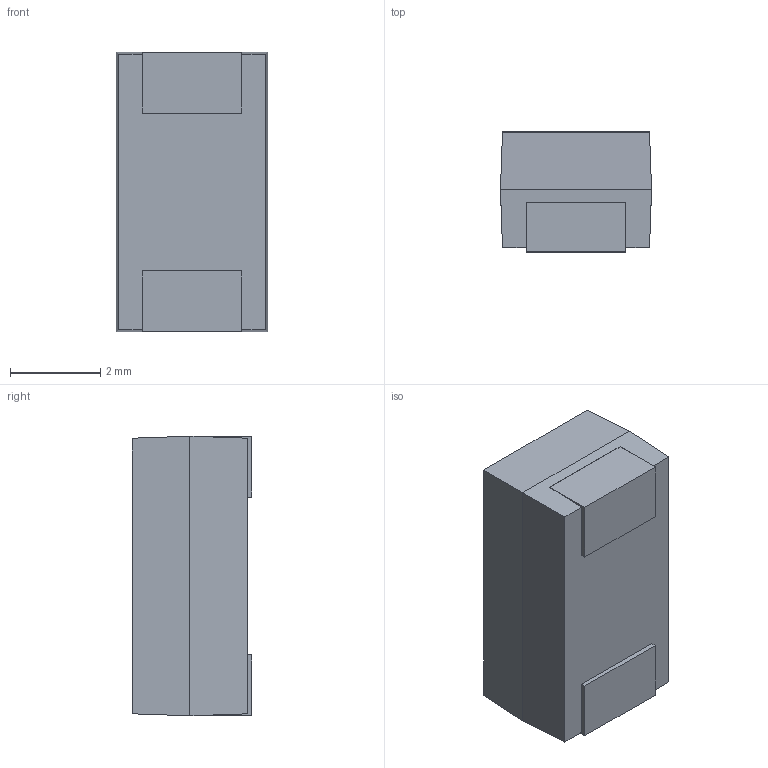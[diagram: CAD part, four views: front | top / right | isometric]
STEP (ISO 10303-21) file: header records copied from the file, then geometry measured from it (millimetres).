
FILE_DESCRIPTION (( 'STEP AP214' ), '1' );
FILE_NAME ('TANTAL-C.STEP', '2024-06-07T09:53:42', ( '' ), ( '' ), 'SwSTEP 2.0', 'SolidWorks 2021', '' );
FILE_SCHEMA (( 'AUTOMOTIVE_DESIGN' ));
Length unit declared in the file: millimetre
Products named in the file (1): TANTAL-C
Bounding box: 3.35 x 2.66 x 6.2 mm (x, y, z)
Volume: 52.7 mm3; surface area: 90.3 mm2
Topology: 1 solids, 1 shells, 107 faces, 292 edges, 192 vertices
Faces by surface type: plane 75, bspline 32
Entity records: 5545 total; most frequent: CARTESIAN_POINT 1848, ORIENTED_EDGE 584, DIRECTION 380, EDGE_CURVE 292, VECTOR 228, LINE 228, VERTEX_POINT 192, EDGE_LOOP 112
